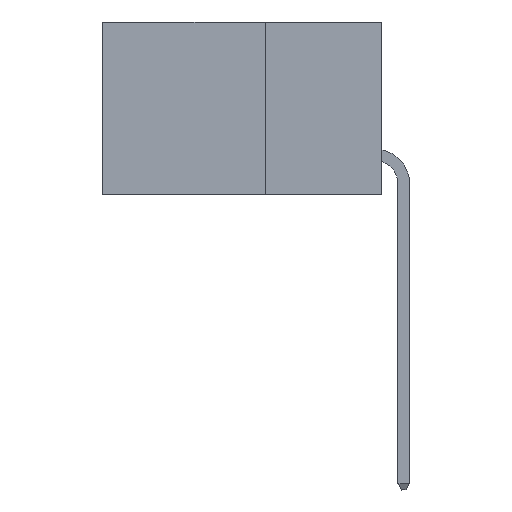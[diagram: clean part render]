
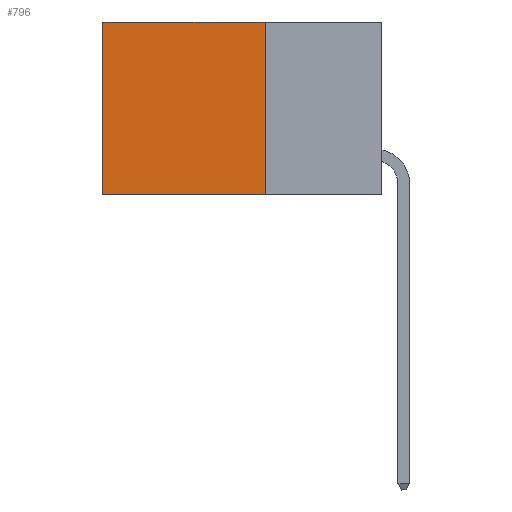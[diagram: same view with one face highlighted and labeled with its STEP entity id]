
A CAD part, left-side view. The second image highlights one B-rep face of the part: STEP entity #796.
In plain terms, the highlighted planar face has unit normal (-1, 0, 0).
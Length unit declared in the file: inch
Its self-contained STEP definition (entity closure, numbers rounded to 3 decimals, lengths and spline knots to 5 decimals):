
#52 = CARTESIAN_POINT ( 'NONE',  ( 0.2875, 0.6, 0. ) ) ;
#767 = DIRECTION ( 'NONE',  ( 1., 0., 0. ) ) ;
#796 = ADVANCED_FACE ( 'NONE', ( #9707 ), #6730, .F. ) ;
#1131 = CARTESIAN_POINT ( 'NONE',  ( 0.2875, 0.25, -0.37 ) ) ;
#2634 = VECTOR ( 'NONE', #11220, 39.37008 ) ;
#3101 = LINE ( 'NONE', #8211, #2634 ) ;
#3456 = EDGE_CURVE ( 'NONE', #13148, #11918, #11376, .T. ) ;
#3631 = AXIS2_PLACEMENT_3D ( 'NONE', #17125, #767, #6857 ) ;
#5065 = EDGE_CURVE ( 'NONE', #13148, #9054, #3101, .T. ) ;
#5457 = VECTOR ( 'NONE', #14183, 39.37008 ) ;
#5752 = ORIENTED_EDGE ( 'NONE', *, *, #5065, .T. ) ;
#6355 = EDGE_CURVE ( 'NONE', #9054, #8608, #7989, .T. ) ;
#6730 = PLANE ( 'NONE',  #3631 ) ;
#6857 = DIRECTION ( 'NONE',  ( 0., 0., -1. ) ) ;
#7610 = VECTOR ( 'NONE', #17937, 39.37008 ) ;
#7989 = LINE ( 'NONE', #15931, #11266 ) ;
#8211 = CARTESIAN_POINT ( 'NONE',  ( 0.2875, 0.25, 0. ) ) ;
#8222 = DIRECTION ( 'NONE',  ( 0., 0., -1. ) ) ;
#8501 = LINE ( 'NONE', #17042, #5457 ) ;
#8608 = VERTEX_POINT ( 'NONE', #14612 ) ;
#9054 = VERTEX_POINT ( 'NONE', #52 ) ;
#9178 = CARTESIAN_POINT ( 'NONE',  ( 0.2875, 0.25, 0. ) ) ;
#9707 = FACE_OUTER_BOUND ( 'NONE', #18080, .T. ) ;
#10115 = ORIENTED_EDGE ( 'NONE', *, *, #12904, .F. ) ;
#11220 = DIRECTION ( 'NONE',  ( 0., 1., 0. ) ) ;
#11266 = VECTOR ( 'NONE', #8222, 39.37008 ) ;
#11376 = LINE ( 'NONE', #16741, #7610 ) ;
#11918 = VERTEX_POINT ( 'NONE', #1131 ) ;
#12904 = EDGE_CURVE ( 'NONE', #11918, #8608, #8501, .T. ) ;
#13148 = VERTEX_POINT ( 'NONE', #9178 ) ;
#14111 = ORIENTED_EDGE ( 'NONE', *, *, #3456, .F. ) ;
#14183 = DIRECTION ( 'NONE',  ( 0., 1., 0. ) ) ;
#14612 = CARTESIAN_POINT ( 'NONE',  ( 0.2875, 0.6, -0.37 ) ) ;
#15931 = CARTESIAN_POINT ( 'NONE',  ( 0.2875, 0.6, 0. ) ) ;
#16181 = ORIENTED_EDGE ( 'NONE', *, *, #6355, .T. ) ;
#16741 = CARTESIAN_POINT ( 'NONE',  ( 0.2875, 0.25, 0. ) ) ;
#17042 = CARTESIAN_POINT ( 'NONE',  ( 0.2875, 0.25, -0.37 ) ) ;
#17125 = CARTESIAN_POINT ( 'NONE',  ( 0.2875, 0.25, 0. ) ) ;
#17937 = DIRECTION ( 'NONE',  ( 0., 0., -1. ) ) ;
#18080 = EDGE_LOOP ( 'NONE', ( #16181, #10115, #14111, #5752 ) ) ;
